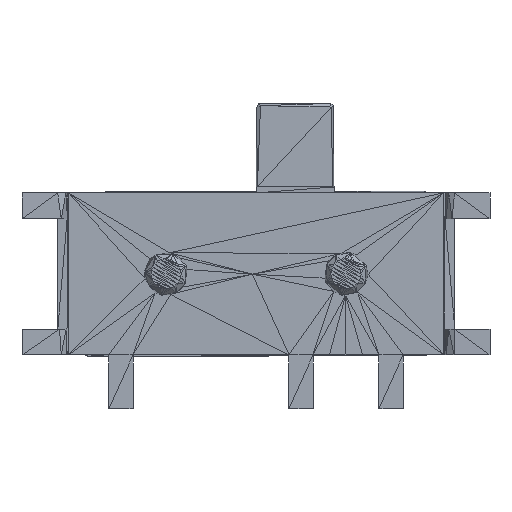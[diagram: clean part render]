
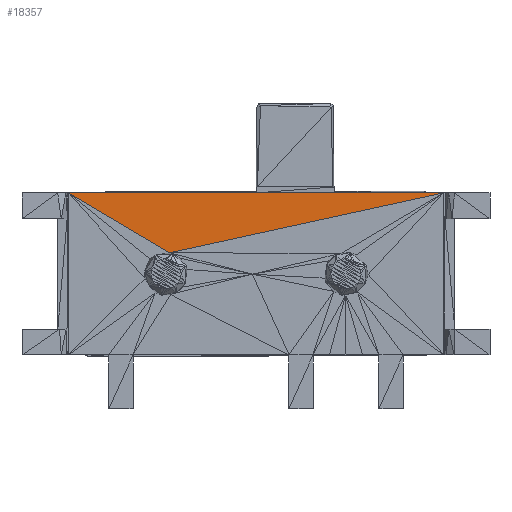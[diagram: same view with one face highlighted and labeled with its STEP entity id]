
A CAD part, front view. The second image highlights one B-rep face of the part: STEP entity #18357.
In plain terms, the highlighted planar face has unit normal (0, 1, 0).
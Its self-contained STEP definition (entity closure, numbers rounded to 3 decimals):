
#10607 = VERTEX_POINT('',#10608);
#10608 = CARTESIAN_POINT('',(12.248,2.171,6.267)
  );
#15368 = VERTEX_POINT('',#15369);
#15369 = CARTESIAN_POINT('',(-12.397,2.171,
    6.267));
#15556 = PLANE('',#15557);
#15557 = AXIS2_PLACEMENT_3D('',#15558,#15559,#15560);
#15558 = CARTESIAN_POINT('',(3.419,2.171,
    3.702));
#15559 = DIRECTION('',(0.,1.,0.));
#15560 = DIRECTION('',(0.,0.,1.));
#18004 = VERTEX_POINT('',#18005);
#18005 = CARTESIAN_POINT('',(-5.734,2.171,
    2.333));
#18252 = EDGE_CURVE('',#18004,#10607,#18253,.T.);
#18253 = SURFACE_CURVE('',#18254,(#18258,#18265),.PCURVE_S1.);
#18254 = LINE('',#18255,#18256);
#18255 = CARTESIAN_POINT('',(-5.734,2.171,
    2.333));
#18256 = VECTOR('',#18257,1.);
#18257 = DIRECTION('',(0.977,0.,0.214));
#18258 = PCURVE('',#15556,#18259);
#18259 = DEFINITIONAL_REPRESENTATION('',(#18260),#18264);
#18260 = LINE('',#18261,#18262);
#18261 = CARTESIAN_POINT('',(-1.369,-9.153));
#18262 = VECTOR('',#18263,1.);
#18263 = DIRECTION('',(0.214,0.977));
#18264 = ( GEOMETRIC_REPRESENTATION_CONTEXT(2) 
PARAMETRIC_REPRESENTATION_CONTEXT() REPRESENTATION_CONTEXT('2D SPACE',''
  ) );
#18265 = PCURVE('',#18266,#18271);
#18266 = PLANE('',#18267);
#18267 = AXIS2_PLACEMENT_3D('',#18268,#18269,#18270);
#18268 = CARTESIAN_POINT('',(-0.237,2.171,
    5.255));
#18269 = DIRECTION('',(0.,1.,0.));
#18270 = DIRECTION('',(0.,0.,1.));
#18271 = DEFINITIONAL_REPRESENTATION('',(#18272),#18275);
#18272 = B_SPLINE_CURVE_WITH_KNOTS('',1,(#18273,#18274),.UNSPECIFIED.,
  .F.,.F.,(2,2),(0.,18.407),.PIECEWISE_BEZIER_KNOTS.);
#18273 = CARTESIAN_POINT('',(-2.922,-5.497));
#18274 = CARTESIAN_POINT('',(1.013,12.485));
#18275 = ( GEOMETRIC_REPRESENTATION_CONTEXT(2) 
PARAMETRIC_REPRESENTATION_CONTEXT() REPRESENTATION_CONTEXT('2D SPACE',''
  ) );
#18357 = ADVANCED_FACE('',(#18358),#18266,.T.);
#18358 = FACE_BOUND('',#18359,.T.);
#18359 = EDGE_LOOP('',(#18360,#18361,#18386));
#18360 = ORIENTED_EDGE('',*,*,#18252,.F.);
#18361 = ORIENTED_EDGE('',*,*,#18362,.T.);
#18362 = EDGE_CURVE('',#18004,#15368,#18363,.T.);
#18363 = SURFACE_CURVE('',#18364,(#18368,#18375),.PCURVE_S1.);
#18364 = LINE('',#18365,#18366);
#18365 = CARTESIAN_POINT('',(-5.734,2.171,
    2.333));
#18366 = VECTOR('',#18367,1.);
#18367 = DIRECTION('',(-0.861,0.,0.508));
#18368 = PCURVE('',#18266,#18369);
#18369 = DEFINITIONAL_REPRESENTATION('',(#18370),#18374);
#18370 = LINE('',#18371,#18372);
#18371 = CARTESIAN_POINT('',(-2.922,-5.497));
#18372 = VECTOR('',#18373,1.);
#18373 = DIRECTION('',(0.508,-0.861));
#18374 = ( GEOMETRIC_REPRESENTATION_CONTEXT(2) 
PARAMETRIC_REPRESENTATION_CONTEXT() REPRESENTATION_CONTEXT('2D SPACE',''
  ) );
#18375 = PCURVE('',#18376,#18381);
#18376 = PLANE('',#18377);
#18377 = AXIS2_PLACEMENT_3D('',#18378,#18379,#18380);
#18378 = CARTESIAN_POINT('',(-9.118,2.171,
    4.037));
#18379 = DIRECTION('',(0.,1.,0.));
#18380 = DIRECTION('',(0.,-0.,1.));
#18381 = DEFINITIONAL_REPRESENTATION('',(#18382),#18385);
#18382 = B_SPLINE_CURVE_WITH_KNOTS('',1,(#18383,#18384),.UNSPECIFIED.,
  .F.,.F.,(2,2),(0.,7.738),.PIECEWISE_BEZIER_KNOTS.);
#18383 = CARTESIAN_POINT('',(-1.703,3.384));
#18384 = CARTESIAN_POINT('',(2.231,-3.279));
#18385 = ( GEOMETRIC_REPRESENTATION_CONTEXT(2) 
PARAMETRIC_REPRESENTATION_CONTEXT() REPRESENTATION_CONTEXT('2D SPACE',''
  ) );
#18386 = ORIENTED_EDGE('',*,*,#18387,.T.);
#18387 = EDGE_CURVE('',#15368,#10607,#18388,.T.);
#18388 = SURFACE_CURVE('',#18389,(#18393,#18400),.PCURVE_S1.);
#18389 = LINE('',#18390,#18391);
#18390 = CARTESIAN_POINT('',(-12.397,2.171,
    6.267));
#18391 = VECTOR('',#18392,1.);
#18392 = DIRECTION('',(1.,0.,0.));
#18393 = PCURVE('',#18266,#18394);
#18394 = DEFINITIONAL_REPRESENTATION('',(#18395),#18399);
#18395 = LINE('',#18396,#18397);
#18396 = CARTESIAN_POINT('',(1.013,-12.16));
#18397 = VECTOR('',#18398,1.);
#18398 = DIRECTION('',(0.,1.));
#18399 = ( GEOMETRIC_REPRESENTATION_CONTEXT(2) 
PARAMETRIC_REPRESENTATION_CONTEXT() REPRESENTATION_CONTEXT('2D SPACE',''
  ) );
#18400 = PCURVE('',#18401,#18406);
#18401 = PLANE('',#18402);
#18402 = AXIS2_PLACEMENT_3D('',#18403,#18404,#18405);
#18403 = CARTESIAN_POINT('',(-0.075,2.995,
    6.267));
#18404 = DIRECTION('',(-0.,-0.,-1.));
#18405 = DIRECTION('',(-1.,0.,0.));
#18406 = DEFINITIONAL_REPRESENTATION('',(#18407),#18410);
#18407 = B_SPLINE_CURVE_WITH_KNOTS('',1,(#18408,#18409),.UNSPECIFIED.,
  .F.,.F.,(2,2),(0.,24.646),.PIECEWISE_BEZIER_KNOTS.);
#18408 = CARTESIAN_POINT('',(12.323,-0.823));
#18409 = CARTESIAN_POINT('',(-12.323,-0.823));
#18410 = ( GEOMETRIC_REPRESENTATION_CONTEXT(2) 
PARAMETRIC_REPRESENTATION_CONTEXT() REPRESENTATION_CONTEXT('2D SPACE',''
  ) );
